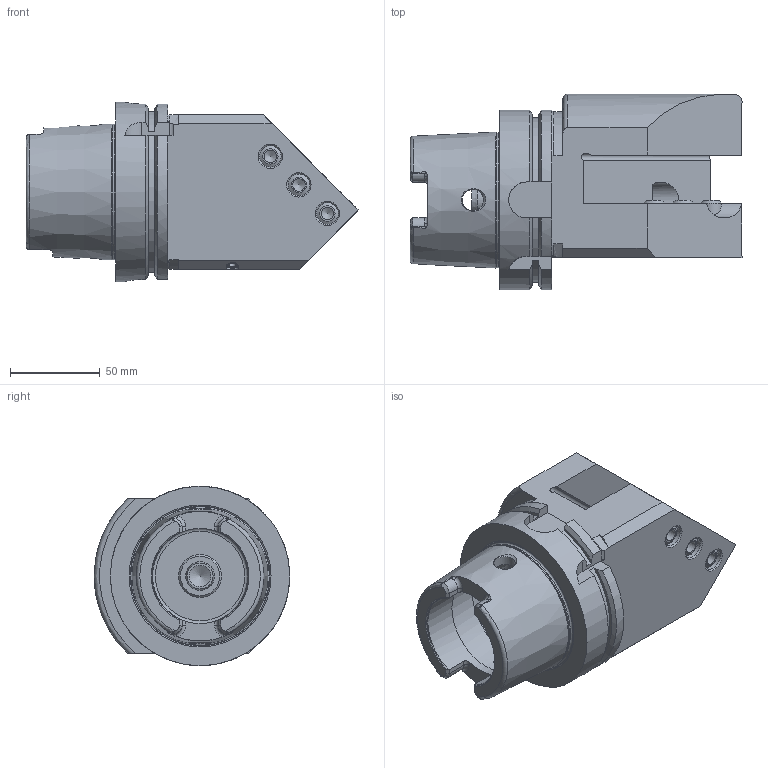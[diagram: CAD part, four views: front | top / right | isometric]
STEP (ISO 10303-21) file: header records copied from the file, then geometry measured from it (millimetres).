
FILE_DESCRIPTION((''),'2;1');
FILE_NAME('590077250135-3D.stp','2021-09-07T16:41:18',('nttooll'),(''),'Autodesk Inventor 2012','Autodesk Inventor 2012','');
FILE_SCHEMA(('AUTOMOTIVE_DESIGN { 1 0 10303 214 1 1 1 1 }'));
Length unit declared in the file: millimetre
Products named in the file (1): 590077250135-3D
Bounding box: 185 x 109 x 100 mm (x, y, z)
Volume: 797066.3 mm3; surface area: 89015.6 mm2
Topology: 1 solids, 1 shells, 201 faces, 505 edges, 320 vertices
Faces by surface type: plane 78, cylinder 59, cone 46, torus 16, sphere 2
Full cylindrical faces by diameter (mm): 3.15 x1, 3.464 x1, 4 x1, 4.3 x1, 5.2 x1, 6 x2, 6.928 x3, 7 x1, 10.5 x1, 12 x9, 15.3 x1, 16 x2, 24 x1, 53 x1, 53.8 x1, 63 x1, 75.3 x1, 100 x1
Entity records: 6006 total; most frequent: CARTESIAN_POINT 1580, DIRECTION 934, ORIENTED_EDGE 836, EDGE_CURVE 418, AXIS2_PLACEMENT_3D 386, VERTEX_POINT 296, EDGE_LOOP 284, FACE_OUTER_BOUND 201
